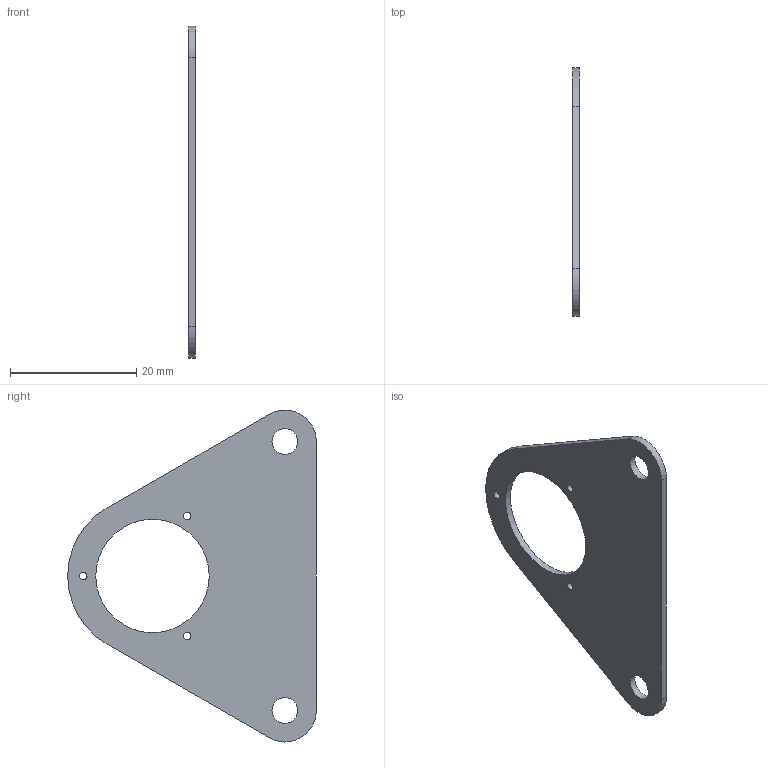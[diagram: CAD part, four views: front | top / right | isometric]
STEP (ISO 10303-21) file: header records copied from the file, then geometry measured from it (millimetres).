
FILE_DESCRIPTION(/* description */ (''),/* implementation_level */ '2;1');
FILE_NAME(/* name */ 'CO-MEC-EXT-0003-01 - Stainless Steel side.stp',/* time_stamp */ '2020-03-02T17:35:21+01:00',/* author */ ('bastien.duong'),/* organization */ (''),/* preprocessor_version */ 'ST-DEVELOPER v18',/* originating_system */ 'Autodesk Inventor 2020',/* authorisation */ '');
FILE_SCHEMA (('AUTOMOTIVE_DESIGN { 1 0 10303 214 3 1 1 }'));
Length unit declared in the file: millimetre
Products named in the file (1): CO-MEC-EXT-0003-01
Bounding box: 1.1 x 39.46 x 52.68 mm (x, y, z)
Volume: 1246.5 mm3; surface area: 2533.7 mm2
Topology: 1 solids, 1 shells, 14 faces, 39 edges, 27 vertices
Faces by surface type: cylinder 9, plane 5
Full cylindrical faces by diameter (mm): 1.221 x3, 4.1 x2, 18 x1
Entity records: 533 total; most frequent: DIRECTION 90, CARTESIAN_POINT 81, ORIENTED_EDGE 78, EDGE_CURVE 39, AXIS2_PLACEMENT_3D 36, VERTEX_POINT 27, EDGE_LOOP 26, CIRCLE 21
